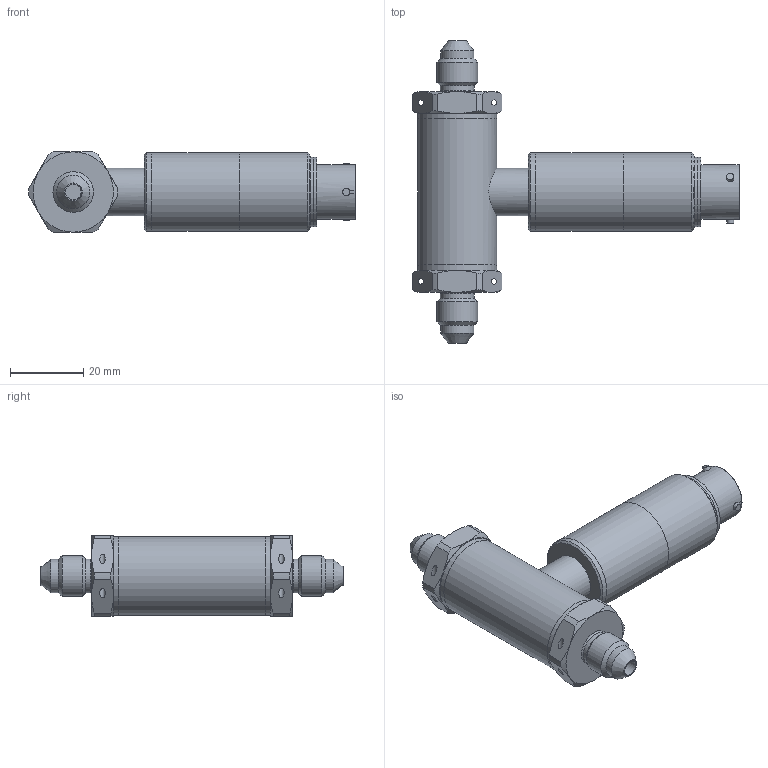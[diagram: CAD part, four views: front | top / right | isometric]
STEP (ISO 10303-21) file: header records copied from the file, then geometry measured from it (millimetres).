
FILE_DESCRIPTION (( 'STEP AP214' ), '1' );
FILE_NAME ('PDM220-10A-03.STEP', '2019-10-08T09:52:26', ( '' ), ( '' ), 'SwSTEP 2.0', 'SolidWorks 2015', '' );
FILE_SCHEMA (( 'AUTOMOTIVE_DESIGN' ));
Length unit declared in the file: millimetre
Products named in the file (1): PDM220-10A-03
Bounding box: 89.55 x 82.94 x 22 mm (x, y, z)
Volume: 41227.4 mm3; surface area: 11264.2 mm2
Topology: 1 solids, 1 shells, 232 faces, 589 edges, 383 vertices
Faces by surface type: plane 99, cylinder 57, cone 38, bspline 25, torus 7, sphere 6
Full cylindrical faces by diameter (mm): 1 x6, 1.5 x4, 2 x3, 4.27 x2, 9.12 x2, 9.25 x2, 11.113 x2, 13 x1, 15 x1, 19.05 x1, 19.1 x1, 21.6 x6
Entity records: 9906 total; most frequent: CARTESIAN_POINT 3237, ORIENTED_EDGE 1012, DIRECTION 935, EDGE_CURVE 506, VERTEX_POINT 353, AXIS2_PLACEMENT_3D 345, EDGE_LOOP 317, FACE_OUTER_BOUND 270
